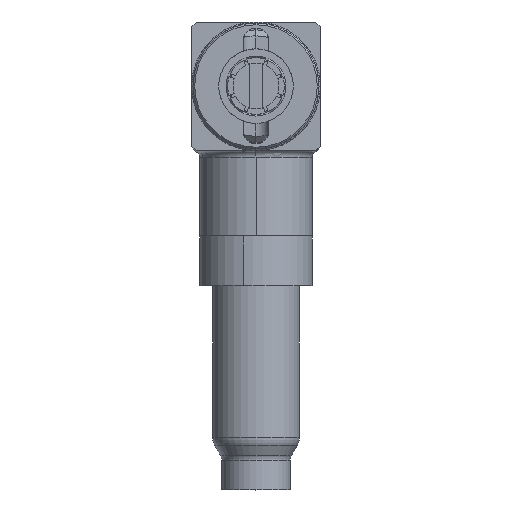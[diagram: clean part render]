
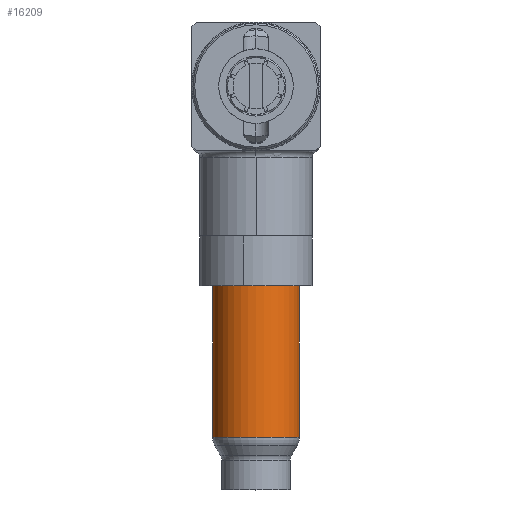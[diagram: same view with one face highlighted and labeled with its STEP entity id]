
A CAD part, top view. The second image highlights one B-rep face of the part: STEP entity #16209.
In plain terms, the highlighted cylindrical face has radius 2.705 mm (diameter 5.41 mm), a partial arc.
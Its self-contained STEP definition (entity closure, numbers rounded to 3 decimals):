
#348 = VERTEX_POINT ( 'NONE', #8179 ) ;
#1452 = VERTEX_POINT ( 'NONE', #15269 ) ;
#1586 = DIRECTION ( 'NONE',  ( 0., -1., 0. ) ) ;
#1842 = ORIENTED_EDGE ( 'NONE', *, *, #9411, .T. ) ;
#2217 = VECTOR ( 'NONE', #16759, 1000. ) ;
#2748 = EDGE_LOOP ( 'NONE', ( #12326, #11268, #1842, #11099 ) ) ;
#3467 = DIRECTION ( 'NONE',  ( 0., 1., 0. ) ) ;
#4599 = CIRCLE ( 'NONE', #15586, 2.705 ) ;
#5503 = AXIS2_PLACEMENT_3D ( 'NONE', #16053, #1586, #5573 ) ;
#5573 = DIRECTION ( 'NONE',  ( -1., 0., 0. ) ) ;
#7251 = LINE ( 'NONE', #13618, #12816 ) ;
#8179 = CARTESIAN_POINT ( 'NONE',  ( -44.045, 3.398, 2.485 ) ) ;
#8226 = CYLINDRICAL_SURFACE ( 'NONE', #5503, 2.705 ) ;
#8686 = VERTEX_POINT ( 'NONE', #11689 ) ;
#8789 = EDGE_CURVE ( 'NONE', #348, #1452, #10894, .T. ) ;
#9411 = EDGE_CURVE ( 'NONE', #348, #8686, #7251, .T. ) ;
#9698 = DIRECTION ( 'NONE',  ( 0., 1., 0. ) ) ;
#9744 = EDGE_CURVE ( 'NONE', #8686, #10515, #4599, .T. ) ;
#10515 = VERTEX_POINT ( 'NONE', #15532 ) ;
#10894 = CIRCLE ( 'NONE', #12261, 2.705 ) ;
#11099 = ORIENTED_EDGE ( 'NONE', *, *, #9744, .T. ) ;
#11244 = CARTESIAN_POINT ( 'NONE',  ( -41.34, 3.398, 2.485 ) ) ;
#11268 = ORIENTED_EDGE ( 'NONE', *, *, #8789, .F. ) ;
#11689 = CARTESIAN_POINT ( 'NONE',  ( -44.045, -6.029, 2.485 ) ) ;
#12261 = AXIS2_PLACEMENT_3D ( 'NONE', #11244, #9698, #16505 ) ;
#12326 = ORIENTED_EDGE ( 'NONE', *, *, #12647, .F. ) ;
#12621 = LINE ( 'NONE', #12874, #2217 ) ;
#12647 = EDGE_CURVE ( 'NONE', #1452, #10515, #12621, .T. ) ;
#12816 = VECTOR ( 'NONE', #13871, 1000. ) ;
#12874 = CARTESIAN_POINT ( 'NONE',  ( -38.635, 3.398, 2.485 ) ) ;
#13618 = CARTESIAN_POINT ( 'NONE',  ( -44.045, 3.398, 2.485 ) ) ;
#13871 = DIRECTION ( 'NONE',  ( 0., -1., 0. ) ) ;
#14290 = DIRECTION ( 'NONE',  ( -1., 0., 0. ) ) ;
#14773 = FACE_OUTER_BOUND ( 'NONE', #2748, .T. ) ;
#15269 = CARTESIAN_POINT ( 'NONE',  ( -38.635, 3.398, 2.485 ) ) ;
#15532 = CARTESIAN_POINT ( 'NONE',  ( -38.635, -6.029, 2.485 ) ) ;
#15586 = AXIS2_PLACEMENT_3D ( 'NONE', #15658, #3467, #14290 ) ;
#15658 = CARTESIAN_POINT ( 'NONE',  ( -41.34, -6.029, 2.485 ) ) ;
#16053 = CARTESIAN_POINT ( 'NONE',  ( -41.34, 3.398, 2.485 ) ) ;
#16209 = ADVANCED_FACE ( 'NONE', ( #14773 ), #8226, .T. ) ;
#16505 = DIRECTION ( 'NONE',  ( 1., 0., 0. ) ) ;
#16759 = DIRECTION ( 'NONE',  ( 0., -1., 0. ) ) ;
